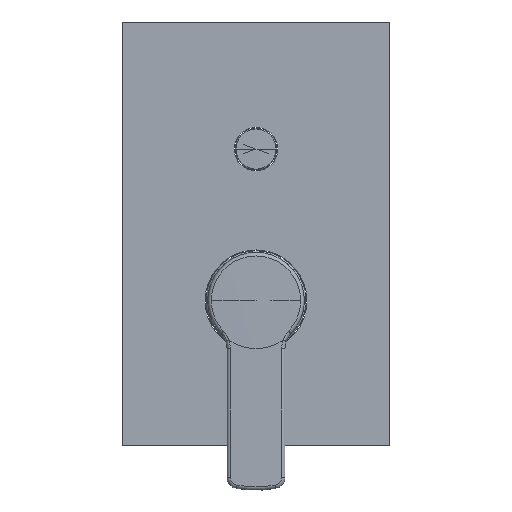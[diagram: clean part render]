
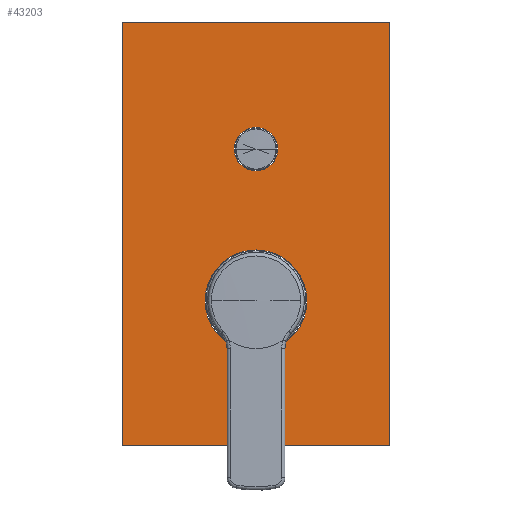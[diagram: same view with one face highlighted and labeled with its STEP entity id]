
A CAD part, top view. The second image highlights one B-rep face of the part: STEP entity #43203.
In plain terms, the highlighted planar face has unit normal (0, 0, 1).
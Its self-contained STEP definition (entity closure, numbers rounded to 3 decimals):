
#43008=DIRECTION('',(0.,1.,0.));
#43009=VECTOR('',#43008,190.);
#43010=CARTESIAN_POINT('',(60.,-65.,57.7));
#43011=LINE('',#43010,#43009);
#43012=DIRECTION('',(1.,0.,0.));
#43013=VECTOR('',#43012,120.);
#43014=CARTESIAN_POINT('',(-60.,-65.,57.7));
#43015=LINE('',#43014,#43013);
#43016=DIRECTION('',(0.,-1.,0.));
#43017=VECTOR('',#43016,190.);
#43018=CARTESIAN_POINT('',(-60.,125.,57.7));
#43019=LINE('',#43018,#43017);
#43020=DIRECTION('',(-1.,0.,0.));
#43021=VECTOR('',#43020,120.);
#43022=CARTESIAN_POINT('',(60.,125.,57.7));
#43023=LINE('',#43022,#43021);
#43024=CARTESIAN_POINT('',(0.,0.,57.7));
#43025=DIRECTION('',(0.,0.,-1.));
#43026=DIRECTION('',(-1.,0.,0.));
#43027=AXIS2_PLACEMENT_3D('',#43024,#43025,#43026);
#43029=CARTESIAN_POINT('',(0.,0.,57.7));
#43030=DIRECTION('',(0.,0.,-1.));
#43031=DIRECTION('',(1.,0.,0.));
#43032=AXIS2_PLACEMENT_3D('',#43029,#43030,#43031);
#43034=CARTESIAN_POINT('',(0.,68.,57.7));
#43035=DIRECTION('',(0.,0.,-1.));
#43036=DIRECTION('',(-1.,0.,0.));
#43037=AXIS2_PLACEMENT_3D('',#43034,#43035,#43036);
#43039=CARTESIAN_POINT('',(0.,68.,57.7));
#43040=DIRECTION('',(0.,0.,-1.));
#43041=DIRECTION('',(1.,0.,0.));
#43042=AXIS2_PLACEMENT_3D('',#43039,#43040,#43041);
#43084=CARTESIAN_POINT('',(-22.8,0.,57.7));
#43085=CARTESIAN_POINT('',(22.8,0.,57.7));
#43086=VERTEX_POINT('',#43084);
#43087=VERTEX_POINT('',#43085);
#43088=CARTESIAN_POINT('',(-9.75,68.,57.7));
#43089=CARTESIAN_POINT('',(9.75,68.,57.7));
#43090=VERTEX_POINT('',#43088);
#43091=VERTEX_POINT('',#43089);
#43092=CARTESIAN_POINT('',(60.,-65.,57.7));
#43093=CARTESIAN_POINT('',(60.,125.,57.7));
#43094=VERTEX_POINT('',#43092);
#43095=VERTEX_POINT('',#43093);
#43096=CARTESIAN_POINT('',(-60.,125.,57.7));
#43097=VERTEX_POINT('',#43096);
#43098=CARTESIAN_POINT('',(-60.,-65.,57.7));
#43099=VERTEX_POINT('',#43098);
#43178=CARTESIAN_POINT('',(0.,30.,57.7));
#43179=DIRECTION('',(0.,0.,1.));
#43180=DIRECTION('',(-1.,0.,0.));
#43181=AXIS2_PLACEMENT_3D('',#43178,#43179,#43180);
#43182=PLANE('',#43181);
#43183=ORIENTED_EDGE('',*,*,#43164,.F.);
#43184=ORIENTED_EDGE('',*,*,#43109,.F.);
#43186=ORIENTED_EDGE('',*,*,#43185,.F.);
#43188=ORIENTED_EDGE('',*,*,#43187,.F.);
#43189=EDGE_LOOP('',(#43183,#43184,#43186,#43188));
#43190=FACE_OUTER_BOUND('',#43189,.F.);
#43192=ORIENTED_EDGE('',*,*,#43191,.F.);
#43194=ORIENTED_EDGE('',*,*,#43193,.F.);
#43195=EDGE_LOOP('',(#43192,#43194));
#43196=FACE_BOUND('',#43195,.F.);
#43198=ORIENTED_EDGE('',*,*,#43197,.F.);
#43200=ORIENTED_EDGE('',*,*,#43199,.F.);
#43201=EDGE_LOOP('',(#43198,#43200));
#43202=FACE_BOUND('',#43201,.F.);
#43203=ADVANCED_FACE('',(#43190,#43196,#43202),#43182,.T.);
#43028=CIRCLE('',#43027,22.8);
#43033=CIRCLE('',#43032,22.8);
#43038=CIRCLE('',#43037,9.75);
#43043=CIRCLE('',#43042,9.75);
#43109=EDGE_CURVE('',#43099,#43094,#43015,.T.);
#43164=EDGE_CURVE('',#43094,#43095,#43011,.T.);
#43185=EDGE_CURVE('',#43097,#43099,#43019,.T.);
#43187=EDGE_CURVE('',#43095,#43097,#43023,.T.);
#43191=EDGE_CURVE('',#43086,#43087,#43028,.T.);
#43193=EDGE_CURVE('',#43087,#43086,#43033,.T.);
#43197=EDGE_CURVE('',#43090,#43091,#43038,.T.);
#43199=EDGE_CURVE('',#43091,#43090,#43043,.T.);
